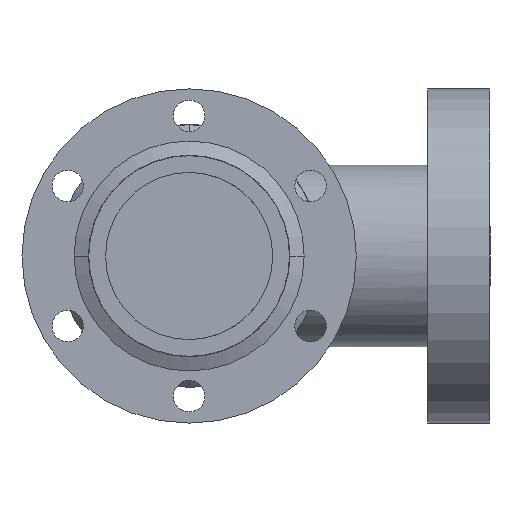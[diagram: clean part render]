
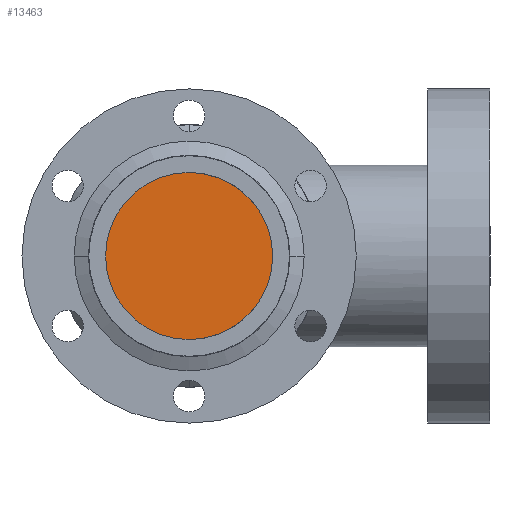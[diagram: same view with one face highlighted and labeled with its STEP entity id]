
A CAD part, front view. The second image highlights one B-rep face of the part: STEP entity #13463.
In plain terms, the highlighted planar face has unit normal (0, -1, 0).
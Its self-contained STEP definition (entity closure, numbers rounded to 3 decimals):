
#2393 = EDGE_LOOP ( 'NONE', ( #43618, #34606 ) ) ;
#4154 = AXIS2_PLACEMENT_3D ( 'NONE', #47094, #61906, #36008 ) ;
#5078 = DIRECTION ( 'NONE',  ( 0., -1., 0. ) ) ;
#8883 = CARTESIAN_POINT ( 'NONE',  ( 0., 22., 0. ) ) ;
#9782 = PLANE ( 'NONE',  #31291 ) ;
#12500 = FACE_OUTER_BOUND ( 'NONE', #2393, .T. ) ;
#13463 = ADVANCED_FACE ( 'NONE', ( #12500 ), #9782, .T. ) ;
#23921 = CIRCLE ( 'NONE', #58267, 17.5 ) ;
#29126 = VERTEX_POINT ( 'NONE', #64694 ) ;
#29143 = EDGE_CURVE ( 'NONE', #65475, #29126, #23921, .T. ) ;
#29298 = CARTESIAN_POINT ( 'NONE',  ( 0., 22., 0. ) ) ;
#31291 = AXIS2_PLACEMENT_3D ( 'NONE', #29298, #5078, #55837 ) ;
#34606 = ORIENTED_EDGE ( 'NONE', *, *, #29143, .T. ) ;
#36008 = DIRECTION ( 'NONE',  ( 0., 0., -1. ) ) ;
#38389 = CARTESIAN_POINT ( 'NONE',  ( 0., 22., 17.5 ) ) ;
#40126 = DIRECTION ( 'NONE',  ( 0., -1., 0. ) ) ;
#43618 = ORIENTED_EDGE ( 'NONE', *, *, #48521, .T. ) ;
#47094 = CARTESIAN_POINT ( 'NONE',  ( 0., 22., 0. ) ) ;
#48521 = EDGE_CURVE ( 'NONE', #29126, #65475, #49222, .T. ) ;
#49222 = CIRCLE ( 'NONE', #4154, 17.5 ) ;
#49580 = DIRECTION ( 'NONE',  ( 0., 0., -1. ) ) ;
#55837 = DIRECTION ( 'NONE',  ( 0., 0., -1. ) ) ;
#58267 = AXIS2_PLACEMENT_3D ( 'NONE', #8883, #40126, #49580 ) ;
#61906 = DIRECTION ( 'NONE',  ( 0., -1., 0. ) ) ;
#64694 = CARTESIAN_POINT ( 'NONE',  ( 0., 22., -17.5 ) ) ;
#65475 = VERTEX_POINT ( 'NONE', #38389 ) ;
